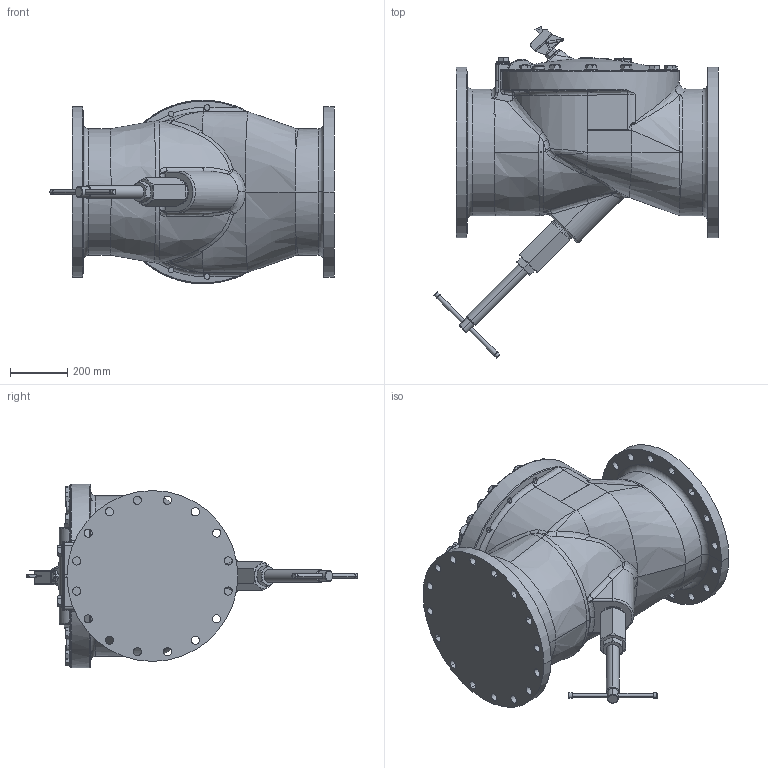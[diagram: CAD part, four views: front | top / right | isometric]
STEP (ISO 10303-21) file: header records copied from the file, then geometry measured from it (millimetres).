
FILE_DESCRIPTION((''),'2;1');
FILE_NAME('516CBFMI_SW0001','2023-11-01T10:11:28',('jlesh'),(''),'CREO PARAMETRIC BY PTC INC, 2023072','CREO PARAMETRIC BY PTC INC, 2023072','');
FILE_SCHEMA(('AUTOMOTIVE_DESIGN { 1 0 10303 214 1 1 1 1 }'));
Length unit declared in the file: inch
Products named in the file (1): 516CBFMI_SW0001
Bounding box: 993.67 x 1159.97 x 641.23 mm (x, y, z)
Volume: 198910885.5 mm3; surface area: 2798910.4 mm2
Topology: 1 solids, 1 shells, 847 faces, 2010 edges, 1212 vertices
Faces by surface type: plane 239, cylinder 205, bspline 144, cone 128, torus 109, sphere 22
Entity records: 48886 total; most frequent: CARTESIAN_POINT 26801, ORIENTED_EDGE 4004, DIRECTION 3528, EDGE_CURVE 2002, AXIS2_PLACEMENT_3D 1479, COLOUR_RGB 1332, VERTEX_POINT 1212, EDGE_LOOP 974
